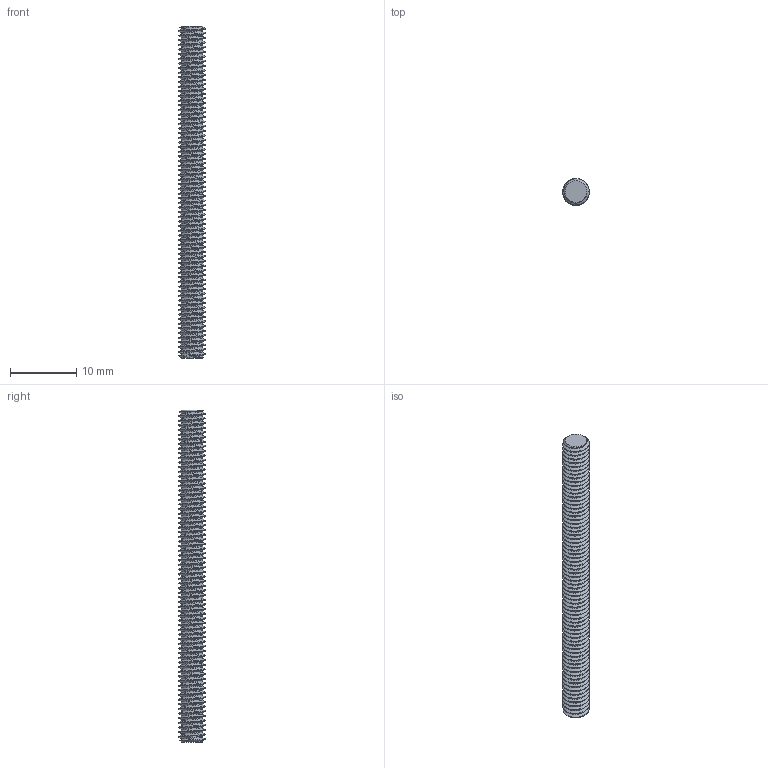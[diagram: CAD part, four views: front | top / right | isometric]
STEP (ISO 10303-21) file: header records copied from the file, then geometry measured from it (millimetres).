
FILE_DESCRIPTION (( 'STEP AP214' ), '1' );
FILE_NAME ('Threaded Rod M4x50.STEP', '2020-07-09T10:57:48', ( 'Elessar' ), ( '' ), 'SwSTEP 2.0', 'SolidWorks 2018', '' );
FILE_SCHEMA (( 'AUTOMOTIVE_DESIGN' ));
Length unit declared in the file: millimetre
Products named in the file (1): Threaded Rod M4x50
Bounding box: 4 x 3.99 x 50 mm (x, y, z)
Volume: 501.1 mm3; surface area: 933.1 mm2
Topology: 1 solids, 1 shells, 155 faces, 455 edges, 302 vertices
Faces by surface type: cylinder 142, cone 6, plane 4, bspline 3
Entity records: 14535 total; most frequent: CARTESIAN_POINT 11124, ORIENTED_EDGE 910, DIRECTION 470, EDGE_CURVE 455, VERTEX_POINT 302, AXIS2_PLACEMENT_3D 161, FACE_OUTER_BOUND 155, ADVANCED_FACE 155
